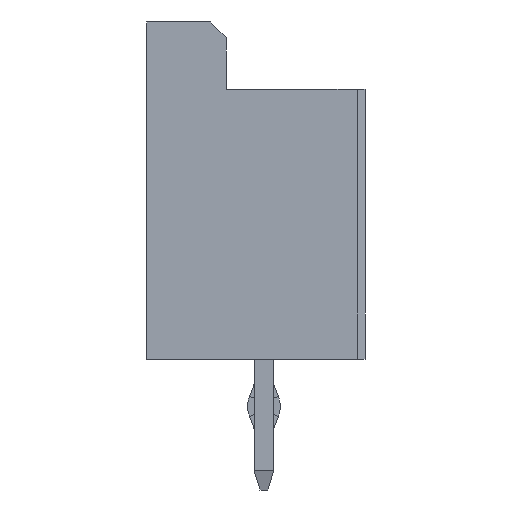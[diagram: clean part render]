
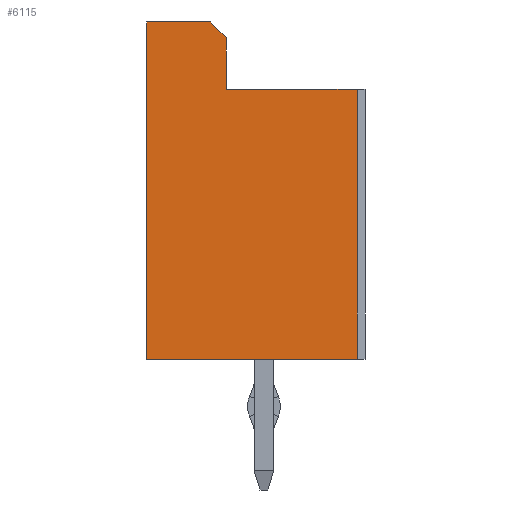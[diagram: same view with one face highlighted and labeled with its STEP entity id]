
A CAD part, left-side view. The second image highlights one B-rep face of the part: STEP entity #6115.
In plain terms, the highlighted planar face has unit normal (-1, 0, 0).
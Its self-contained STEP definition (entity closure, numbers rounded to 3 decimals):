
#309=FACE_OUTER_BOUND('',#676,.T.);
#676=EDGE_LOOP('',(#4706,#4707,#4708,#4709,#4710,#4711,#4712));
#1239=LINE('',#9234,#2052);
#1265=LINE('',#9288,#2078);
#1269=LINE('',#9295,#2082);
#1271=LINE('',#9298,#2084);
#1282=LINE('',#9318,#2095);
#1283=LINE('',#9320,#2096);
#1284=LINE('',#9321,#2097);
#2052=VECTOR('',#7573,1000.);
#2078=VECTOR('',#7605,1000.);
#2082=VECTOR('',#7611,1000.);
#2084=VECTOR('',#7615,1000.);
#2095=VECTOR('',#7632,1000.);
#2096=VECTOR('',#7635,1000.);
#2097=VECTOR('',#7636,1000.);
#2738=VERTEX_POINT('',#9231);
#2739=VERTEX_POINT('',#9233);
#2763=VERTEX_POINT('',#9285);
#2764=VERTEX_POINT('',#9287);
#2765=VERTEX_POINT('',#9291);
#2770=VERTEX_POINT('',#9310);
#2772=VERTEX_POINT('',#9316);
#3425=EDGE_CURVE('',#2739,#2738,#1239,.T.);
#3451=EDGE_CURVE('',#2763,#2764,#1265,.T.);
#3455=EDGE_CURVE('',#2765,#2764,#1269,.T.);
#3457=EDGE_CURVE('',#2738,#2765,#1271,.T.);
#3468=EDGE_CURVE('',#2770,#2772,#1282,.T.);
#3469=EDGE_CURVE('',#2772,#2739,#1283,.T.);
#3470=EDGE_CURVE('',#2763,#2770,#1284,.T.);
#4706=ORIENTED_EDGE('',*,*,#3468,.T.);
#4707=ORIENTED_EDGE('',*,*,#3469,.T.);
#4708=ORIENTED_EDGE('',*,*,#3425,.T.);
#4709=ORIENTED_EDGE('',*,*,#3457,.T.);
#4710=ORIENTED_EDGE('',*,*,#3455,.T.);
#4711=ORIENTED_EDGE('',*,*,#3451,.F.);
#4712=ORIENTED_EDGE('',*,*,#3470,.T.);
#5750=PLANE('',#6548);
#6115=ADVANCED_FACE('',(#309),#5750,.F.);
#6548=AXIS2_PLACEMENT_3D('',#9319,#7633,#7634);
#7573=DIRECTION('',(0.,1.,0.));
#7605=DIRECTION('',(0.,-1.,0.));
#7611=DIRECTION('',(0.,0.707,0.707));
#7615=DIRECTION('',(0.,0.,1.));
#7632=DIRECTION('',(0.,-1.,0.));
#7633=DIRECTION('center_axis',(1.,0.,0.));
#7634=DIRECTION('ref_axis',(0.,1.,0.));
#7635=DIRECTION('',(0.,0.,1.));
#7636=DIRECTION('',(0.,0.,-1.));
#9231=CARTESIAN_POINT('',(-12.15,0.95,6.8));
#9233=CARTESIAN_POINT('',(-12.15,-2.35,6.8));
#9234=CARTESIAN_POINT('',(-12.15,-2.55,6.8));
#9285=CARTESIAN_POINT('',(-12.15,2.95,8.5));
#9287=CARTESIAN_POINT('',(-12.15,1.35,8.5));
#9288=CARTESIAN_POINT('',(-12.15,-2.55,8.5));
#9291=CARTESIAN_POINT('',(-12.15,0.95,8.1));
#9295=CARTESIAN_POINT('',(-12.15,0.95,8.1));
#9298=CARTESIAN_POINT('',(-12.15,0.95,6.8));
#9310=CARTESIAN_POINT('',(-12.15,2.95,0.));
#9316=CARTESIAN_POINT('',(-12.15,-2.35,0.));
#9318=CARTESIAN_POINT('',(-12.15,-2.55,0.));
#9319=CARTESIAN_POINT('Origin',(-12.15,-2.55,8.5));
#9320=CARTESIAN_POINT('',(-12.15,-2.35,8.5));
#9321=CARTESIAN_POINT('',(-12.15,2.95,8.5));
